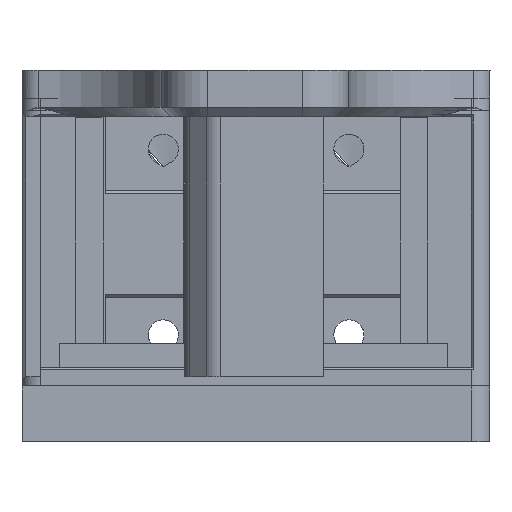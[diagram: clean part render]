
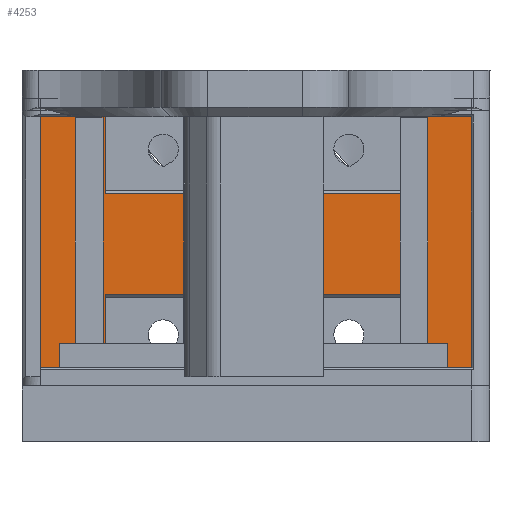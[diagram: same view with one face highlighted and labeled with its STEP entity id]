
A CAD part, left-side view. The second image highlights one B-rep face of the part: STEP entity #4253.
In plain terms, the highlighted face is planar.
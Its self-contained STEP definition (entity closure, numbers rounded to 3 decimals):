
#342=FACE_OUTER_BOUND('',#589,.T.);
#589=EDGE_LOOP('',(#3078,#3079,#3080,#3081,#3082,#3083,#3084,#3085,#3086,
#3087,#3088,#3089,#3090));
#864=LINE('',#6203,#1329);
#868=LINE('',#6211,#1333);
#876=LINE('',#6227,#1341);
#879=LINE('',#6231,#1344);
#881=LINE('',#6237,#1346);
#887=LINE('',#6249,#1352);
#900=LINE('',#6298,#1365);
#907=LINE('',#6310,#1372);
#912=LINE('',#6320,#1377);
#913=LINE('',#6323,#1378);
#915=LINE('',#6326,#1380);
#916=LINE('',#6328,#1381);
#917=LINE('',#6330,#1382);
#1329=VECTOR('',#4974,10.);
#1333=VECTOR('',#4980,10.);
#1341=VECTOR('',#4994,10.);
#1344=VECTOR('',#4997,10.);
#1346=VECTOR('',#5001,10.);
#1352=VECTOR('',#5011,10.);
#1365=VECTOR('',#5074,10.);
#1372=VECTOR('',#5083,10.);
#1377=VECTOR('',#5096,10.);
#1378=VECTOR('',#5099,10.);
#1380=VECTOR('',#5103,10.);
#1381=VECTOR('',#5106,10.);
#1382=VECTOR('',#5109,10.);
#1802=VERTEX_POINT('',#6196);
#1803=VERTEX_POINT('',#6202);
#1806=VERTEX_POINT('',#6210);
#1810=VERTEX_POINT('',#6224);
#1811=VERTEX_POINT('',#6226);
#1812=VERTEX_POINT('',#6229);
#1813=VERTEX_POINT('',#6233);
#1815=VERTEX_POINT('',#6236);
#1817=VERTEX_POINT('',#6245);
#1819=VERTEX_POINT('',#6248);
#1830=VERTEX_POINT('',#6297);
#1834=VERTEX_POINT('',#6308);
#1836=VERTEX_POINT('',#6322);
#2234=EDGE_CURVE('',#1803,#1802,#864,.T.);
#2238=EDGE_CURVE('',#1802,#1806,#868,.T.);
#2246=EDGE_CURVE('',#1810,#1811,#876,.T.);
#2249=EDGE_CURVE('',#1812,#1803,#879,.T.);
#2251=EDGE_CURVE('',#1815,#1813,#881,.T.);
#2257=EDGE_CURVE('',#1819,#1817,#887,.T.);
#2282=EDGE_CURVE('',#1806,#1830,#900,.T.);
#2289=EDGE_CURVE('',#1834,#1810,#907,.T.);
#2294=EDGE_CURVE('',#1811,#1817,#912,.T.);
#2295=EDGE_CURVE('',#1836,#1834,#913,.T.);
#2297=EDGE_CURVE('',#1815,#1836,#915,.T.);
#2298=EDGE_CURVE('',#1830,#1813,#916,.T.);
#2299=EDGE_CURVE('',#1819,#1812,#917,.T.);
#3078=ORIENTED_EDGE('',*,*,#2297,.F.);
#3079=ORIENTED_EDGE('',*,*,#2251,.T.);
#3080=ORIENTED_EDGE('',*,*,#2298,.F.);
#3081=ORIENTED_EDGE('',*,*,#2282,.F.);
#3082=ORIENTED_EDGE('',*,*,#2238,.F.);
#3083=ORIENTED_EDGE('',*,*,#2234,.F.);
#3084=ORIENTED_EDGE('',*,*,#2249,.F.);
#3085=ORIENTED_EDGE('',*,*,#2299,.F.);
#3086=ORIENTED_EDGE('',*,*,#2257,.T.);
#3087=ORIENTED_EDGE('',*,*,#2294,.F.);
#3088=ORIENTED_EDGE('',*,*,#2246,.F.);
#3089=ORIENTED_EDGE('',*,*,#2289,.F.);
#3090=ORIENTED_EDGE('',*,*,#2295,.F.);
#4071=PLANE('',#4540);
#4253=ADVANCED_FACE('',(#342),#4071,.T.);
#4540=AXIS2_PLACEMENT_3D('',#6331,#5110,#5111);
#4974=DIRECTION('',(0.,0.,-1.));
#4980=DIRECTION('',(0.,0.,-1.));
#4994=DIRECTION('',(0.,1.,0.));
#4997=DIRECTION('',(0.,1.,0.));
#5001=DIRECTION('',(0.,1.,0.));
#5011=DIRECTION('',(0.,-1.,0.));
#5074=DIRECTION('',(0.,-1.,0.));
#5083=DIRECTION('',(0.,0.,1.));
#5096=DIRECTION('',(0.,0.,-1.));
#5099=DIRECTION('',(0.,-1.,0.));
#5103=DIRECTION('',(0.,0.,-1.));
#5106=DIRECTION('',(0.,0.,1.));
#5109=DIRECTION('',(0.,0.,1.));
#5110=DIRECTION('center_axis',(1.,0.,0.));
#5111=DIRECTION('ref_axis',(0.,0.,-1.));
#6196=CARTESIAN_POINT('',(49.901,50.043,17.774));
#6202=CARTESIAN_POINT('',(49.901,50.043,44.972));
#6203=CARTESIAN_POINT('',(49.901,50.043,38.022));
#6210=CARTESIAN_POINT('',(49.901,50.043,17.772));
#6211=CARTESIAN_POINT('',(49.901,50.043,38.022));
#6224=CARTESIAN_POINT('',(49.901,3.624,44.972));
#6226=CARTESIAN_POINT('',(49.901,10.624,44.972));
#6227=CARTESIAN_POINT('',(49.901,15.229,44.972));
#6229=CARTESIAN_POINT('',(49.901,43.024,44.972));
#6231=CARTESIAN_POINT('',(49.901,34.929,44.972));
#6233=CARTESIAN_POINT('',(49.901,43.024,26.022));
#6236=CARTESIAN_POINT('',(49.901,10.624,26.022));
#6237=CARTESIAN_POINT('',(49.901,34.929,26.022));
#6245=CARTESIAN_POINT('',(49.901,10.624,36.972));
#6248=CARTESIAN_POINT('',(49.901,43.024,36.972));
#6249=CARTESIAN_POINT('',(49.901,18.729,36.972));
#6297=CARTESIAN_POINT('',(49.901,43.024,17.772));
#6298=CARTESIAN_POINT('',(49.901,38.438,17.772));
#6308=CARTESIAN_POINT('',(49.901,3.624,17.78));
#6310=CARTESIAN_POINT('',(49.901,3.624,44.772));
#6320=CARTESIAN_POINT('',(49.901,10.624,38.022));
#6322=CARTESIAN_POINT('',(49.901,10.624,17.78));
#6323=CARTESIAN_POINT('',(49.901,18.729,17.78));
#6326=CARTESIAN_POINT('',(49.901,10.624,28.497));
#6328=CARTESIAN_POINT('',(49.901,43.024,24.522));
#6330=CARTESIAN_POINT('',(49.901,43.024,44.772));
#6331=CARTESIAN_POINT('Origin',(49.901,26.833,31.272));
